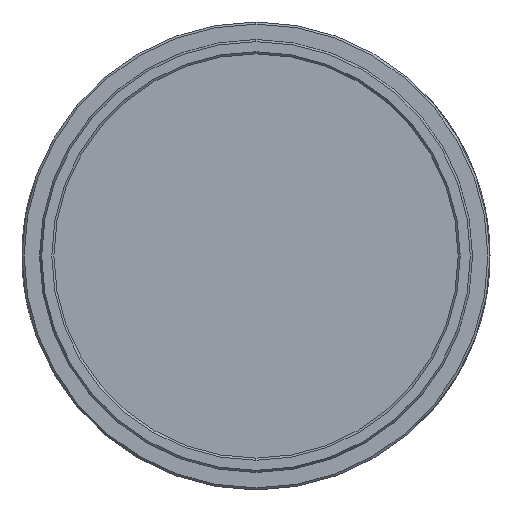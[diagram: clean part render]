
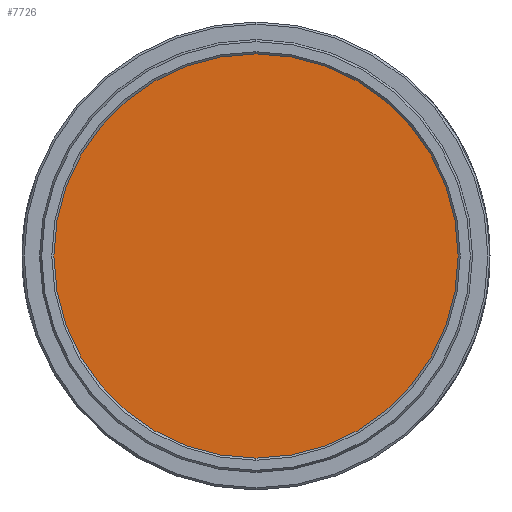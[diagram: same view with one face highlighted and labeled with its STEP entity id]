
A CAD part, left-side view. The second image highlights one B-rep face of the part: STEP entity #7726.
In plain terms, the highlighted planar face has unit normal (-1, 0, 0).
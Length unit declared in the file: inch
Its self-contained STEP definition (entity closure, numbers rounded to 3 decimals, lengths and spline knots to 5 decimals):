
#829 = DIRECTION ( 'NONE',  ( 0., 0., -1. ) ) ;
#1115 = DIRECTION ( 'NONE',  ( 0., 0., -1. ) ) ;
#1138 = EDGE_CURVE ( 'NONE', #7218, #13790, #16107, .T. ) ;
#3586 = AXIS2_PLACEMENT_3D ( 'NONE', #11879, #4243, #13178 ) ;
#4243 = DIRECTION ( 'NONE',  ( 1., 0., 0. ) ) ;
#6148 = PLANE ( 'NONE',  #11263 ) ;
#7218 = VERTEX_POINT ( 'NONE', #10185 ) ;
#7726 = ADVANCED_FACE ( 'NONE', ( #9886 ), #6148, .F. ) ;
#7944 = EDGE_CURVE ( 'NONE', #13790, #7218, #8696, .T. ) ;
#8363 = ORIENTED_EDGE ( 'NONE', *, *, #7944, .F. ) ;
#8395 = DIRECTION ( 'NONE',  ( 1., 0., 0. ) ) ;
#8696 = CIRCLE ( 'NONE', #15570, 1. ) ;
#8700 = DIRECTION ( 'NONE',  ( 1., 0., 0. ) ) ;
#9886 = FACE_OUTER_BOUND ( 'NONE', #13864, .T. ) ;
#10185 = CARTESIAN_POINT ( 'NONE',  ( -0.255, 0., 1. ) ) ;
#11263 = AXIS2_PLACEMENT_3D ( 'NONE', #15064, #8700, #1115 ) ;
#11879 = CARTESIAN_POINT ( 'NONE',  ( -0.255, 0., 0. ) ) ;
#11883 = CARTESIAN_POINT ( 'NONE',  ( -0.255, 0., -1. ) ) ;
#13178 = DIRECTION ( 'NONE',  ( 0., 0., -1. ) ) ;
#13790 = VERTEX_POINT ( 'NONE', #11883 ) ;
#13864 = EDGE_LOOP ( 'NONE', ( #8363, #14520 ) ) ;
#14520 = ORIENTED_EDGE ( 'NONE', *, *, #1138, .F. ) ;
#15064 = CARTESIAN_POINT ( 'NONE',  ( -0.255, 0., 0. ) ) ;
#15570 = AXIS2_PLACEMENT_3D ( 'NONE', #16051, #8395, #829 ) ;
#16051 = CARTESIAN_POINT ( 'NONE',  ( -0.255, 0., 0. ) ) ;
#16107 = CIRCLE ( 'NONE', #3586, 1. ) ;
